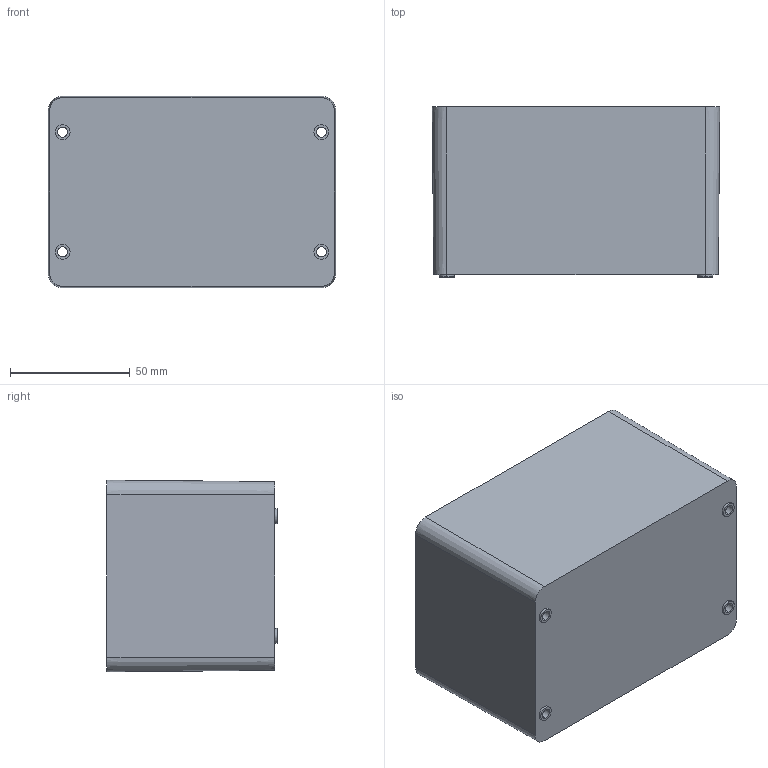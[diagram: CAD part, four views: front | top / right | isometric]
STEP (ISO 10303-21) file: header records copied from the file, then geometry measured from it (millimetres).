
FILE_DESCRIPTION (( 'STEP AP214' ), '1' );
FILE_NAME ('FIBOX_EU081207B.STEP', '2016-09-30T12:08:20', ( '' ), ( '' ), 'SwSTEP 2.0', 'SolidWorks 2015', '' );
FILE_SCHEMA (( 'AUTOMOTIVE_DESIGN' ));
Length unit declared in the file: millimetre
Products named in the file (1): FIBOX_EU081207B
Bounding box: 120 x 71 x 80 mm (x, y, z)
Volume: 126719.8 mm3; surface area: 79162 mm2
Topology: 1 solids, 1 shells, 206 faces, 489 edges, 326 vertices
Faces by surface type: plane 102, cylinder 100, cone 4
Entity records: 6071 total; most frequent: DIRECTION 1111, CARTESIAN_POINT 1022, ORIENTED_EDGE 978, EDGE_CURVE 489, AXIS2_PLACEMENT_3D 415, VERTEX_POINT 326, VECTOR 281, LINE 281
